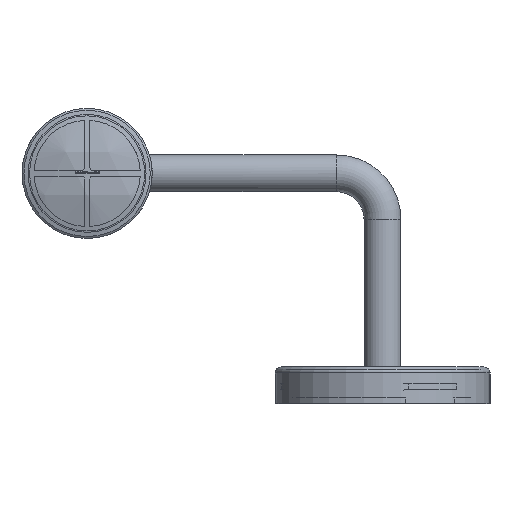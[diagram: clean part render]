
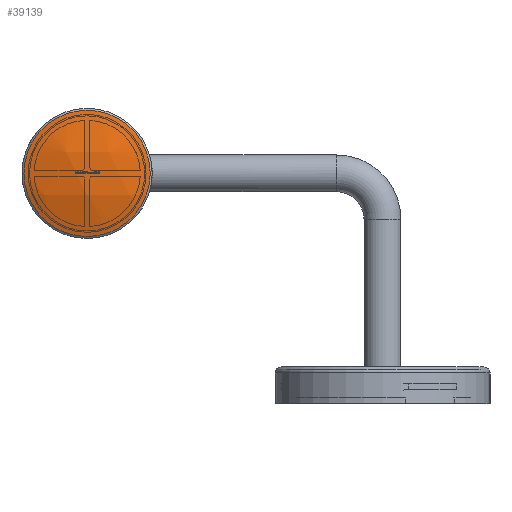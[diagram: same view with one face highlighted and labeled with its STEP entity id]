
A CAD part, left-side view. The second image highlights one B-rep face of the part: STEP entity #39139.
In plain terms, the highlighted spherical face has radius 58.18 mm.
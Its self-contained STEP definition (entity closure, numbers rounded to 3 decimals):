
#1779 = FACE_OUTER_BOUND ( 'NONE', #11682, .T. ) ;
#3421 = CIRCLE ( 'NONE', #3897, 20.553 ) ;
#3897 = AXIS2_PLACEMENT_3D ( 'NONE', #5671, #31351, #46073 ) ;
#4906 = CARTESIAN_POINT ( 'NONE',  ( 0., -38.68, 0. ) ) ;
#5501 = ORIENTED_EDGE ( 'NONE', *, *, #44037, .T. ) ;
#5671 = CARTESIAN_POINT ( 'NONE',  ( 0., 15.749, 0. ) ) ;
#6120 = VERTEX_POINT ( 'NONE', #21114 ) ;
#11682 = EDGE_LOOP ( 'NONE', ( #5501 ) ) ;
#11828 = DIRECTION ( 'NONE',  ( 0., 0., 1. ) ) ;
#12162 = DIRECTION ( 'NONE',  ( 1., 0., 0. ) ) ;
#21114 = CARTESIAN_POINT ( 'NONE',  ( 0., 15.749, -20.553 ) ) ;
#21985 = AXIS2_PLACEMENT_3D ( 'NONE', #4906, #11828, #12162 ) ;
#31351 = DIRECTION ( 'NONE',  ( 0., 1., 0. ) ) ;
#33955 = SPHERICAL_SURFACE ( 'NONE', #21985, 58.18 ) ;
#39139 = ADVANCED_FACE ( 'NONE', ( #1779 ), #33955, .T. ) ;
#44037 = EDGE_CURVE ( 'NONE', #6120, #6120, #3421, .T. ) ;
#46073 = DIRECTION ( 'NONE',  ( 0., 0., -1. ) ) ;
